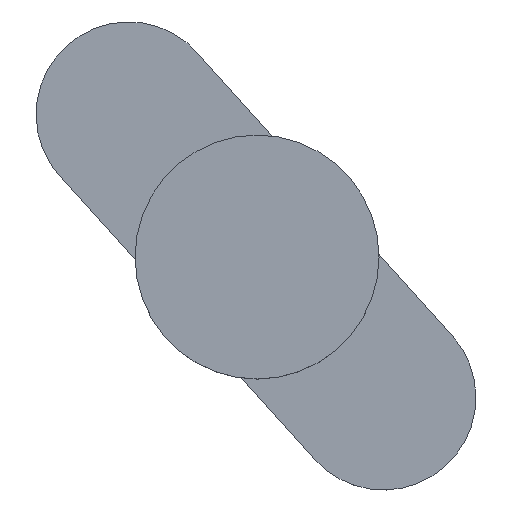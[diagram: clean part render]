
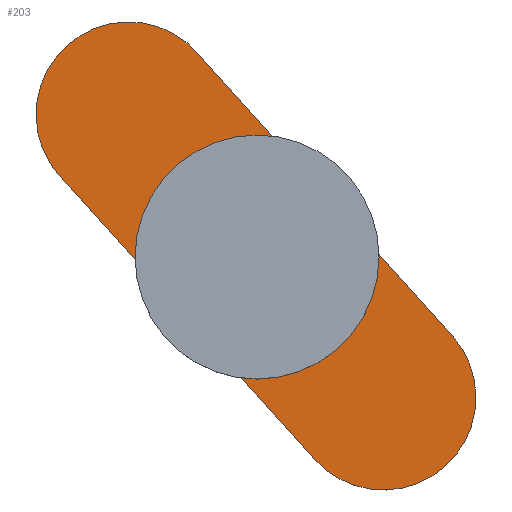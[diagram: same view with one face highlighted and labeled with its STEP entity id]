
A CAD part, top view. The second image highlights one B-rep face of the part: STEP entity #203.
In plain terms, the highlighted planar face has unit normal (0, 0, 1).
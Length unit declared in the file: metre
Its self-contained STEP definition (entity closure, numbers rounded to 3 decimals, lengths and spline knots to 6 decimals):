
#13=CIRCLE('',#228,0.01225);
#15=CIRCLE('',#232,0.012251);
#37=ORIENTED_EDGE('',*,*,#85,.F.);
#38=ORIENTED_EDGE('',*,*,#86,.T.);
#39=ORIENTED_EDGE('',*,*,#87,.T.);
#40=ORIENTED_EDGE('',*,*,#88,.F.);
#41=ORIENTED_EDGE('',*,*,#75,.F.);
#42=ORIENTED_EDGE('',*,*,#79,.T.);
#43=ORIENTED_EDGE('',*,*,#82,.T.);
#44=ORIENTED_EDGE('',*,*,#84,.T.);
#75=EDGE_CURVE('',#101,#102,#119,.T.);
#79=EDGE_CURVE('',#101,#104,#13,.T.);
#82=EDGE_CURVE('',#104,#106,#124,.T.);
#84=EDGE_CURVE('',#106,#102,#15,.T.);
#85=EDGE_CURVE('',#107,#108,#125,.T.);
#86=EDGE_CURVE('',#107,#109,#126,.T.);
#87=EDGE_CURVE('',#109,#110,#127,.T.);
#88=EDGE_CURVE('',#108,#110,#128,.T.);
#101=VERTEX_POINT('',#310);
#102=VERTEX_POINT('',#312);
#104=VERTEX_POINT('',#318);
#106=VERTEX_POINT('',#324);
#107=VERTEX_POINT('',#331);
#108=VERTEX_POINT('',#332);
#109=VERTEX_POINT('',#334);
#110=VERTEX_POINT('',#336);
#119=LINE('',#311,#139);
#124=LINE('',#325,#144);
#125=LINE('',#330,#145);
#126=LINE('',#333,#146);
#127=LINE('',#335,#147);
#128=LINE('',#337,#148);
#139=VECTOR('',#250,1.);
#144=VECTOR('',#263,1.);
#145=VECTOR('',#272,1.);
#146=VECTOR('',#273,1.);
#147=VECTOR('',#274,1.);
#148=VECTOR('',#275,1.);
#161=EDGE_LOOP('',(#37,#38,#39,#40));
#162=EDGE_LOOP('',(#41,#42,#43,#44));
#177=FACE_BOUND('',#161,.T.);
#178=FACE_BOUND('',#162,.T.);
#191=PLANE('',#233);
#203=ADVANCED_FACE('',(#177,#178),#191,.T.);
#228=AXIS2_PLACEMENT_3D('',#319,#257,#258);
#232=AXIS2_PLACEMENT_3D('',#328,#268,#269);
#233=AXIS2_PLACEMENT_3D('',#329,#270,#271);
#250=DIRECTION('',(0.669,-0.743,0.));
#257=DIRECTION('',(0.,0.,1.));
#258=DIRECTION('',(1.,0.,0.));
#263=DIRECTION('',(0.669,-0.743,0.));
#268=DIRECTION('',(0.,0.,1.));
#269=DIRECTION('',(1.,0.,0.));
#270=DIRECTION('',(0.,0.,1.));
#271=DIRECTION('',(1.,0.,0.));
#272=DIRECTION('',(0.669,-0.743,0.));
#273=DIRECTION('',(0.743,0.669,0.));
#274=DIRECTION('',(0.669,-0.743,0.));
#275=DIRECTION('',(0.743,0.669,0.));
#310=CARTESIAN_POINT('',(-0.037667,0.068081,-0.094098));
#311=CARTESIAN_POINT('',(-0.020742,0.049284,-0.094098));
#312=CARTESIAN_POINT('',(-0.003817,0.030487,-0.094098));
#318=CARTESIAN_POINT('',(-0.055992,0.051819,-0.094098));
#319=CARTESIAN_POINT('',(-0.04683,0.05995,-0.094098));
#324=CARTESIAN_POINT('',(-0.022143,0.014225,-0.094098));
#325=CARTESIAN_POINT('',(-0.039068,0.033022,-0.094098));
#328=CARTESIAN_POINT('',(-0.013039,0.022422,-0.094098));
#329=CARTESIAN_POINT('',(-0.034457,0.0499,-0.094098));
#330=CARTESIAN_POINT('',(-0.035185,0.036182,-0.094098));
#331=CARTESIAN_POINT('',(-0.042545,0.044357,-0.094098));
#332=CARTESIAN_POINT('',(-0.027824,0.028007,-0.094098));
#333=CARTESIAN_POINT('',(-0.037157,0.049208,-0.094098));
#334=CARTESIAN_POINT('',(-0.031769,0.054059,-0.094098));
#335=CARTESIAN_POINT('',(-0.024409,0.045884,-0.094098));
#336=CARTESIAN_POINT('',(-0.017048,0.03771,-0.094098));
#337=CARTESIAN_POINT('',(-0.022436,0.032859,-0.094098));
